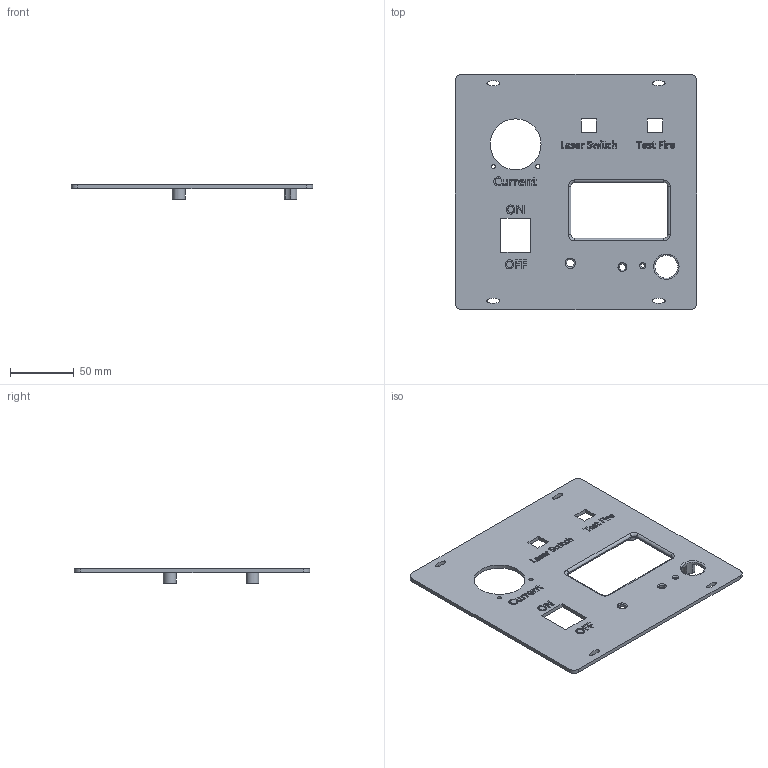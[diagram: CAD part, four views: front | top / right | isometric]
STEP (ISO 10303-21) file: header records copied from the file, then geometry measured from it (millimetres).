
FILE_DESCRIPTION(/* description */ (''),/* implementation_level */ '2;1');
FILE_NAME(/* name */ 'Control Panel V4.stp',/* time_stamp */ '2017-01-02T12:25:44-06:00',/* author */ (''),/* organization */ (''),/* preprocessor_version */ 'ST-DEVELOPER v16.5',/* originating_system */ 'Autodesk Translation Framework v5.2.0.2920',/* authorisation */ '');
FILE_SCHEMA (('AUTOMOTIVE_DESIGN { 1 0 10303 214 3 1 1 }'));
Length unit declared in the file: millimetre
Products named in the file (1): Control Panel
Bounding box: 190 x 185 x 11.5 mm (x, y, z)
Volume: 88936.6 mm3; surface area: 65320.1 mm2
Topology: 1 solids, 1 shells, 627 faces, 1722 edges, 1144 vertices
Faces by surface type: bspline 317, plane 275, cylinder 27, torus 8
Full cylindrical faces by diameter (mm): 3 x1, 3.2 x2, 4.8 x4, 5 x1, 6 x1, 10 x3, 18 x1, 40 x1
Entity records: 22692 total; most frequent: CARTESIAN_POINT 8867, ORIENTED_EDGE 3406, DIRECTION 1766, EDGE_CURVE 1703, VERTEX_POINT 1143, LINE 1002, VECTOR 1002, EDGE_LOOP 722
